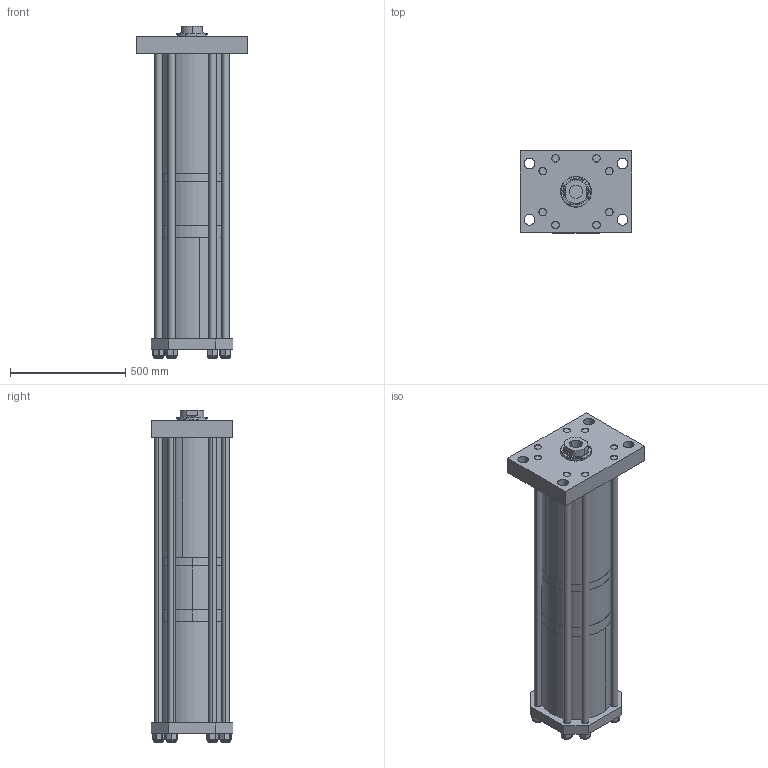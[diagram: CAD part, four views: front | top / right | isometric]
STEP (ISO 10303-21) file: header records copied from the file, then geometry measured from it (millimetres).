
FILE_DESCRIPTION (( 'STEP AP203' ), '1' );
FILE_NAME ('HPI-100-2.00-.50-FH-2020.STEP', '2020-04-23T14:21:12', ( '' ), ( '' ), 'SwSTEP 2.0', 'SolidWorks 2018', '' );
FILE_SCHEMA (( 'CONFIG_CONTROL_DESIGN' ));
Length unit declared in the file: inch
Products named in the file (12): E10011_2.0; E10064.; EI10014_.50; E10013; G10010; E10004; EI10005_2.00-.50(20.387"); E10003; E10018_2.00-.50(54.83"); E10001_Work Rod; NLN 1.25; HPI-100-2.00-.50-FH-2020
Assembly tree (25 placements, depth 2):
  HPI-100-2.00-.50-FH-2020
    E10004
    E10003
    E10001_Work Rod
    EI10005_2.00-.50(20.387")
    G10010
    E10011_2.0
    EI10014_.50
    E10013
    E10064.
    E10018_2.00-.50(54.83")  x8
    NLN 1.25  x8
Bounding box: 482.6 x 355.6 x 1440.31 mm (x, y, z)
Volume: 60024071.1 mm3; surface area: 4874234.4 mm2
Topology: 25 solids, 25 shells, 577 faces, 1345 edges, 854 vertices
Faces by surface type: cylinder 281, plane 224, cone 40, torus 32
Entity records: 11666 total; most frequent: CARTESIAN_POINT 2052, DIRECTION 1837, ORIENTED_EDGE 1504, AXIS2_PLACEMENT_3D 756, EDGE_CURVE 752, VERTEX_POINT 490, EDGE_LOOP 428, CIRCLE 403
